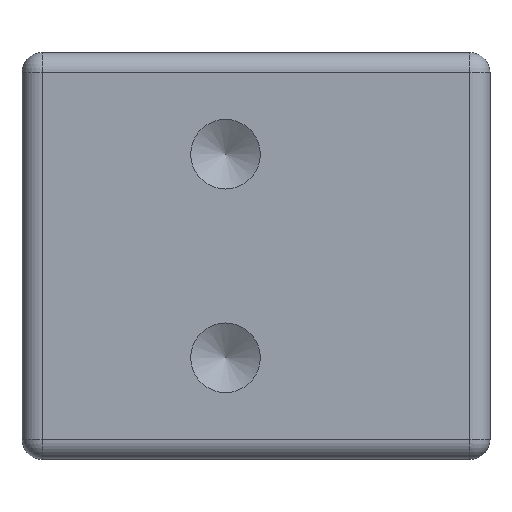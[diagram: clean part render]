
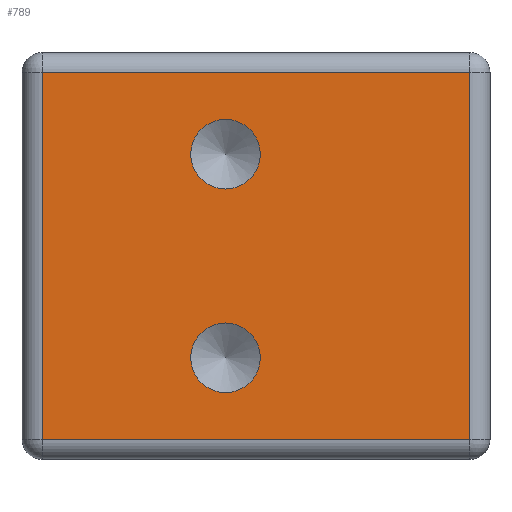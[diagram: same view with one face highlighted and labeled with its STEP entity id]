
A CAD part, front view. The second image highlights one B-rep face of the part: STEP entity #789.
In plain terms, the highlighted planar face has unit normal (0, -1, 0).
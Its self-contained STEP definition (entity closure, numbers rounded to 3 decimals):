
#16=FACE_BOUND('',#146,.T.);
#17=FACE_BOUND('',#147,.T.);
#39=PLANE('',#909);
#95=FACE_OUTER_BOUND('',#145,.T.);
#145=EDGE_LOOP('',(#688,#689,#690,#691));
#146=EDGE_LOOP('',(#692));
#147=EDGE_LOOP('',(#693));
#173=LINE('',#1266,#233);
#176=LINE('',#1278,#236);
#183=LINE('',#1300,#243);
#185=LINE('',#1306,#245);
#233=VECTOR('',#1006,21.);
#236=VECTOR('',#1019,18.);
#243=VECTOR('',#1046,18.);
#245=VECTOR('',#1054,21.);
#276=CIRCLE('',#816,1.711);
#279=CIRCLE('',#821,1.711);
#323=VERTEX_POINT('',#1179);
#327=VERTEX_POINT('',#1190);
#356=VERTEX_POINT('',#1261);
#357=VERTEX_POINT('',#1264);
#360=VERTEX_POINT('',#1275);
#366=VERTEX_POINT('',#1296);
#391=EDGE_CURVE('',#323,#323,#276,.T.);
#396=EDGE_CURVE('',#327,#327,#279,.T.);
#432=EDGE_CURVE('',#357,#356,#173,.T.);
#438=EDGE_CURVE('',#360,#357,#176,.T.);
#452=EDGE_CURVE('',#356,#366,#183,.T.);
#456=EDGE_CURVE('',#366,#360,#185,.T.);
#688=ORIENTED_EDGE('',*,*,#456,.F.);
#689=ORIENTED_EDGE('',*,*,#452,.F.);
#690=ORIENTED_EDGE('',*,*,#432,.F.);
#691=ORIENTED_EDGE('',*,*,#438,.F.);
#692=ORIENTED_EDGE('',*,*,#391,.T.);
#693=ORIENTED_EDGE('',*,*,#396,.T.);
#789=ADVANCED_FACE('',(#95,#16,#17),#39,.T.);
#816=AXIS2_PLACEMENT_3D('',#1180,#919,#920);
#821=AXIS2_PLACEMENT_3D('',#1191,#931,#932);
#909=AXIS2_PLACEMENT_3D('',#1398,#1163,#1164);
#919=DIRECTION('center_axis',(0.,1.,0.));
#920=DIRECTION('ref_axis',(0.,0.,-1.));
#931=DIRECTION('center_axis',(0.,1.,0.));
#932=DIRECTION('ref_axis',(0.,0.,-1.));
#1006=DIRECTION('',(1.,0.,0.));
#1019=DIRECTION('',(0.,0.,1.));
#1046=DIRECTION('',(0.,0.,-1.));
#1054=DIRECTION('',(-1.,0.,0.));
#1163=DIRECTION('center_axis',(0.,-1.,0.));
#1164=DIRECTION('ref_axis',(0.,0.,-1.));
#1179=CARTESIAN_POINT('',(331.952,617.537,16.711));
#1180=CARTESIAN_POINT('Origin',(331.952,617.537,15.));
#1190=CARTESIAN_POINT('',(331.952,617.537,6.711));
#1191=CARTESIAN_POINT('Origin',(331.952,617.537,5.));
#1261=CARTESIAN_POINT('',(343.952,617.537,19.));
#1264=CARTESIAN_POINT('',(322.952,617.537,19.));
#1266=CARTESIAN_POINT('',(322.952,617.537,19.));
#1275=CARTESIAN_POINT('',(322.952,617.537,1.));
#1278=CARTESIAN_POINT('',(322.952,617.537,1.));
#1296=CARTESIAN_POINT('',(343.952,617.537,1.));
#1300=CARTESIAN_POINT('',(343.952,617.537,19.));
#1306=CARTESIAN_POINT('',(343.952,617.537,1.));
#1398=CARTESIAN_POINT('Origin',(321.902,617.537,19.9));
